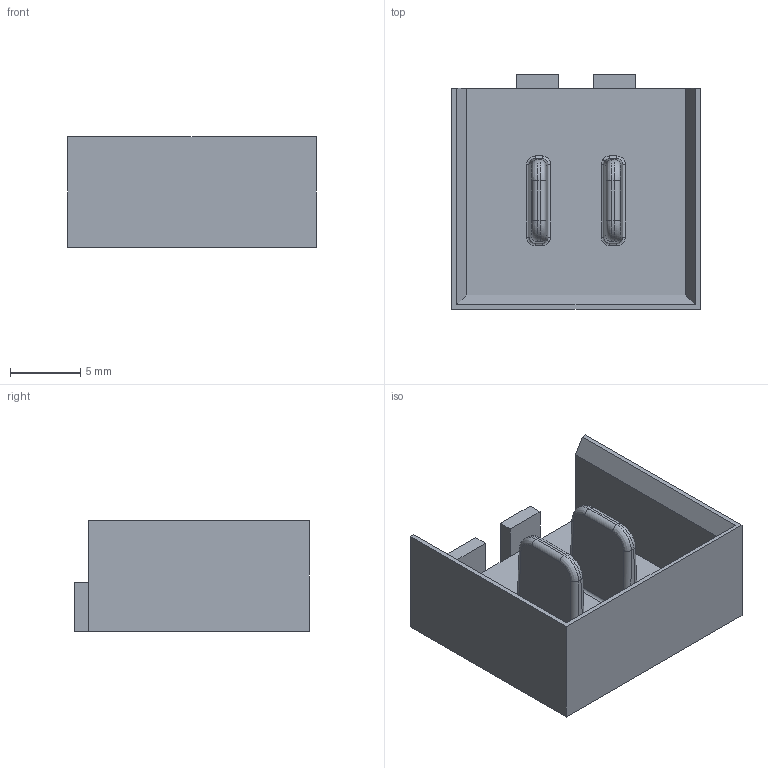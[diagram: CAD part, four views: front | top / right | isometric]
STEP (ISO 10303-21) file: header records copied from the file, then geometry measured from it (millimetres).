
FILE_DESCRIPTION((''),'2;1');
FILE_NAME('ASM9601_ASM','2021-04-02T',('marketing.praksa'),('Audax d.o.o.'),'CREO PARAMETRIC BY PTC INC, 2017480','CREO PARAMETRIC BY PTC INC, 2017480','');
FILE_SCHEMA(('AUTOMOTIVE_DESIGN { 1 0 10303 214 1 1 1 1 }'));
Products named in the file (3): PRT0163; PRT9594; ASM9601_ASM
Assembly tree (2 placements, depth 2):
  ASM9601_ASM
    PRT0163
    PRT9594
Bounding box: 17.75 x 16.75 x 7.9 mm (x, y, z)
Volume: 729.2 mm3; surface area: 1523.1 mm2
Topology: 4 solids, 4 shells, 182 faces, 469 edges, 300 vertices
Faces by surface type: plane 92, cylinder 72, bspline 18
Entity records: 9629 total; most frequent: CARTESIAN_POINT 2190, ORIENTED_EDGE 938, DIRECTION 897, PRESENTATION_STYLE_ASSIGNMENT 655, STYLED_ITEM 655, CURVE_STYLE 469, EDGE_CURVE 469, VECTOR 303
